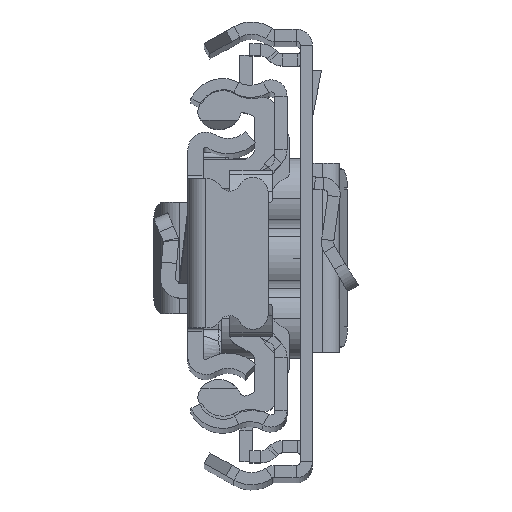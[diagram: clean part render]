
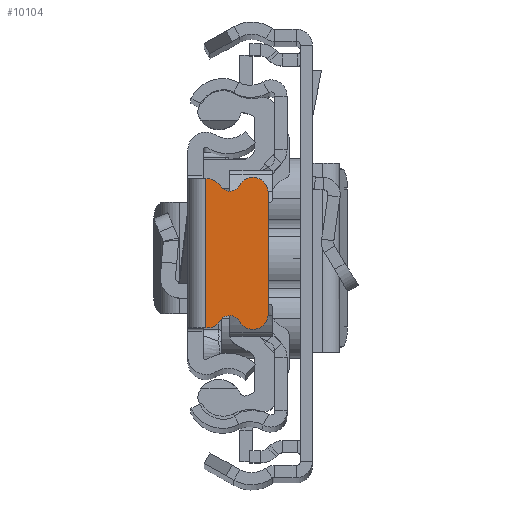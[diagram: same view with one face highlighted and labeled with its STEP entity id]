
A CAD part, top view. The second image highlights one B-rep face of the part: STEP entity #10104.
In plain terms, the highlighted planar face has unit normal (0, 0, 1).
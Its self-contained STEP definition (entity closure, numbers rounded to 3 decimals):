
#537 = CIRCLE ( 'NONE', #22686, 1.5 ) ;
#564 = ORIENTED_EDGE ( 'NONE', *, *, #19541, .T. ) ;
#1679 = VECTOR ( 'NONE', #18086, 1000. ) ;
#1876 = VERTEX_POINT ( 'NONE', #25037 ) ;
#1956 = CARTESIAN_POINT ( 'NONE',  ( -7.929, 6., 0. ) ) ;
#2903 = DIRECTION ( 'NONE',  ( -1., 0., 0. ) ) ;
#3134 = CARTESIAN_POINT ( 'NONE',  ( -4.142, 7.236, 0. ) ) ;
#3215 = CARTESIAN_POINT ( 'NONE',  ( -1.929, 7.37, 0. ) ) ;
#3240 = CARTESIAN_POINT ( 'NONE',  ( -3.206, -6.658, 0. ) ) ;
#3538 = VECTOR ( 'NONE', #10797, 1000. ) ;
#3584 = CARTESIAN_POINT ( 'NONE',  ( -1.75, 7.37, 0. ) ) ;
#3782 = CARTESIAN_POINT ( 'NONE',  ( -6.429, -6., 0. ) ) ;
#3837 = EDGE_CURVE ( 'NONE', #20703, #1876, #20521, .T. ) ;
#3908 = CARTESIAN_POINT ( 'NONE',  ( -1.929, -7.37, 0. ) ) ;
#4561 = VERTEX_POINT ( 'NONE', #1956 ) ;
#4630 = DIRECTION ( 'NONE',  ( 0., 0., 1. ) ) ;
#4768 = CARTESIAN_POINT ( 'NONE',  ( -1.929, -5.87, 0. ) ) ;
#5074 = VERTEX_POINT ( 'NONE', #3215 ) ;
#5463 = LINE ( 'NONE', #21700, #22057 ) ;
#5611 = VECTOR ( 'NONE', #12009, 1000. ) ;
#5706 = LINE ( 'NONE', #5836, #1679 ) ;
#5836 = CARTESIAN_POINT ( 'NONE',  ( -1.75, 0., 0. ) ) ;
#5888 = PLANE ( 'NONE',  #25431 ) ;
#6272 = EDGE_CURVE ( 'NONE', #5074, #22299, #537, .T. ) ;
#7042 = CARTESIAN_POINT ( 'NONE',  ( -1.929, -7.37, 0. ) ) ;
#7884 = DIRECTION ( 'NONE',  ( 0., 0., 1. ) ) ;
#8144 = CARTESIAN_POINT ( 'NONE',  ( -4.142, -7.236, 0. ) ) ;
#8635 = CIRCLE ( 'NONE', #12018, 1.1 ) ;
#8892 = VERTEX_POINT ( 'NONE', #7042 ) ;
#8898 = DIRECTION ( 'NONE',  ( -1., 0., 0. ) ) ;
#9131 = EDGE_CURVE ( 'NONE', #17256, #8892, #9230, .T. ) ;
#9168 = DIRECTION ( 'NONE',  ( 0., 0., 1. ) ) ;
#9230 = CIRCLE ( 'NONE', #24127, 1.5 ) ;
#9383 = DIRECTION ( 'NONE',  ( -1., 0., 0. ) ) ;
#9465 = AXIS2_PLACEMENT_3D ( 'NONE', #3782, #13910, #23632 ) ;
#9825 = EDGE_LOOP ( 'NONE', ( #11510, #24926, #10276, #24196, #25593, #19082, #14273, #564, #10662, #16263 ) ) ;
#10104 = ADVANCED_FACE ( 'NONE', ( #15751 ), #5888, .T. ) ;
#10239 = CIRCLE ( 'NONE', #23025, 1.1 ) ;
#10276 = ORIENTED_EDGE ( 'NONE', *, *, #6272, .T. ) ;
#10495 = EDGE_CURVE ( 'NONE', #4561, #20703, #5463, .T. ) ;
#10662 = ORIENTED_EDGE ( 'NONE', *, *, #9131, .T. ) ;
#10797 = DIRECTION ( 'NONE',  ( 1., 0., 0. ) ) ;
#11157 = CARTESIAN_POINT ( 'NONE',  ( -6.429, 6., 0. ) ) ;
#11295 = DIRECTION ( 'NONE',  ( 0., -1., 0. ) ) ;
#11354 = DIRECTION ( 'NONE',  ( 0., 0., 1. ) ) ;
#11370 = DIRECTION ( 'NONE',  ( 1., 0., 0. ) ) ;
#11510 = ORIENTED_EDGE ( 'NONE', *, *, #18508, .F. ) ;
#12009 = DIRECTION ( 'NONE',  ( -1., 0., 0. ) ) ;
#12018 = AXIS2_PLACEMENT_3D ( 'NONE', #3134, #21506, #11370 ) ;
#12338 = DIRECTION ( 'NONE',  ( 1., 0., 0. ) ) ;
#12763 = CARTESIAN_POINT ( 'NONE',  ( -5.109, 6.713, 0. ) ) ;
#13910 = DIRECTION ( 'NONE',  ( 0., 0., 1. ) ) ;
#14273 = ORIENTED_EDGE ( 'NONE', *, *, #3837, .T. ) ;
#14938 = CARTESIAN_POINT ( 'NONE',  ( -1.929, 7.37, 0. ) ) ;
#15751 = FACE_OUTER_BOUND ( 'NONE', #9825, .T. ) ;
#15942 = EDGE_CURVE ( 'NONE', #20383, #8892, #22149, .T. ) ;
#16263 = ORIENTED_EDGE ( 'NONE', *, *, #15942, .F. ) ;
#16489 = EDGE_CURVE ( 'NONE', #23327, #4561, #19891, .T. ) ;
#16695 = CARTESIAN_POINT ( 'NONE',  ( -7.929, -6., 0. ) ) ;
#17256 = VERTEX_POINT ( 'NONE', #3240 ) ;
#17355 = AXIS2_PLACEMENT_3D ( 'NONE', #11157, #9168, #2903 ) ;
#17554 = VERTEX_POINT ( 'NONE', #3584 ) ;
#18086 = DIRECTION ( 'NONE',  ( 0., -1., 0. ) ) ;
#18508 = EDGE_CURVE ( 'NONE', #17554, #20383, #5706, .T. ) ;
#19082 = ORIENTED_EDGE ( 'NONE', *, *, #10495, .T. ) ;
#19541 = EDGE_CURVE ( 'NONE', #1876, #17256, #10239, .T. ) ;
#19547 = CARTESIAN_POINT ( 'NONE',  ( -3.206, 6.658, 0. ) ) ;
#19637 = CARTESIAN_POINT ( 'NONE',  ( -1.929, 5.87, 0. ) ) ;
#19891 = CIRCLE ( 'NONE', #17355, 1.5 ) ;
#20383 = VERTEX_POINT ( 'NONE', #23214 ) ;
#20521 = CIRCLE ( 'NONE', #9465, 1.5 ) ;
#20653 = DIRECTION ( 'NONE',  ( 0., 0., -1. ) ) ;
#20703 = VERTEX_POINT ( 'NONE', #16695 ) ;
#21318 = LINE ( 'NONE', #14938, #3538 ) ;
#21506 = DIRECTION ( 'NONE',  ( 0., 0., -1. ) ) ;
#21700 = CARTESIAN_POINT ( 'NONE',  ( -7.929, -6., 0. ) ) ;
#22057 = VECTOR ( 'NONE', #11295, 1000. ) ;
#22129 = CARTESIAN_POINT ( 'NONE',  ( 294.071, 0., 0. ) ) ;
#22149 = LINE ( 'NONE', #3908, #5611 ) ;
#22299 = VERTEX_POINT ( 'NONE', #19547 ) ;
#22686 = AXIS2_PLACEMENT_3D ( 'NONE', #19637, #11354, #9383 ) ;
#22719 = EDGE_CURVE ( 'NONE', #22299, #23327, #8635, .T. ) ;
#22881 = EDGE_CURVE ( 'NONE', #5074, #17554, #21318, .T. ) ;
#23025 = AXIS2_PLACEMENT_3D ( 'NONE', #8144, #20653, #8898 ) ;
#23214 = CARTESIAN_POINT ( 'NONE',  ( -1.75, -7.37, 0. ) ) ;
#23327 = VERTEX_POINT ( 'NONE', #12763 ) ;
#23632 = DIRECTION ( 'NONE',  ( 1., 0., 0. ) ) ;
#24127 = AXIS2_PLACEMENT_3D ( 'NONE', #4768, #4630, #12338 ) ;
#24196 = ORIENTED_EDGE ( 'NONE', *, *, #22719, .T. ) ;
#24926 = ORIENTED_EDGE ( 'NONE', *, *, #22881, .F. ) ;
#25037 = CARTESIAN_POINT ( 'NONE',  ( -5.109, -6.713, 0. ) ) ;
#25431 = AXIS2_PLACEMENT_3D ( 'NONE', #22129, #7884, #26123 ) ;
#25593 = ORIENTED_EDGE ( 'NONE', *, *, #16489, .T. ) ;
#26123 = DIRECTION ( 'NONE',  ( 1., 0., 0. ) ) ;
